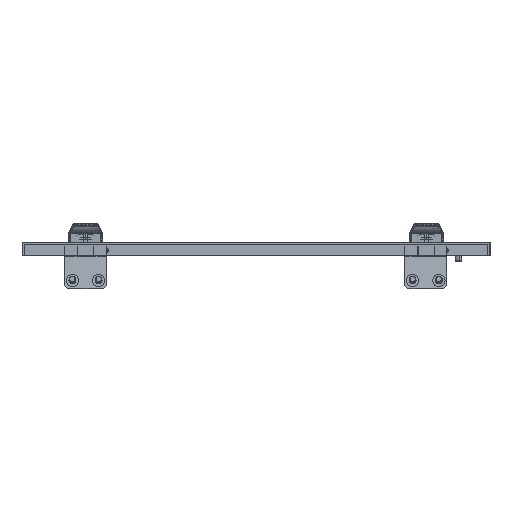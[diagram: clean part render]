
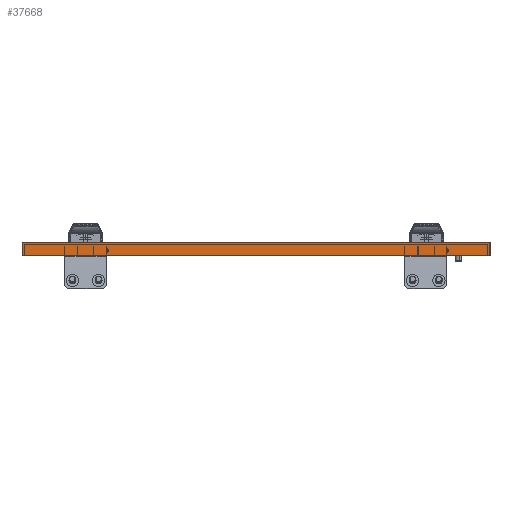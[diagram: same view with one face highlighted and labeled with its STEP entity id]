
A CAD part, left-side view. The second image highlights one B-rep face of the part: STEP entity #37668.
In plain terms, the highlighted planar face has unit normal (-1, 0, 0).
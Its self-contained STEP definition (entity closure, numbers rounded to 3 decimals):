
#1209 = FACE_OUTER_BOUND ( 'NONE', #82423, .T. ) ;
#3253 = EDGE_CURVE ( 'NONE', #5963, #83932, #19246, .T. ) ;
#4158 = CARTESIAN_POINT ( 'NONE',  ( -895., -75., 2.838 ) ) ;
#5357 = LINE ( 'NONE', #32064, #56046 ) ;
#5963 = VERTEX_POINT ( 'NONE', #48785 ) ;
#7148 = LINE ( 'NONE', #33840, #56286 ) ;
#19246 = LINE ( 'NONE', #4158, #98744 ) ;
#21244 = LINE ( 'NONE', #96430, #90940 ) ;
#23804 = EDGE_CURVE ( 'NONE', #83932, #49772, #5357, .T. ) ;
#25075 = VERTEX_POINT ( 'NONE', #49133 ) ;
#32064 = CARTESIAN_POINT ( 'NONE',  ( -895., -298., -12.5 ) ) ;
#32957 = EDGE_CURVE ( 'NONE', #25075, #5963, #7148, .T. ) ;
#33510 = DIRECTION ( 'NONE',  ( 0., -1., 0. ) ) ;
#33840 = CARTESIAN_POINT ( 'NONE',  ( -895., -298., 0. ) ) ;
#37668 = ADVANCED_FACE ( 'NONE', ( #1209 ), #84199, .F. ) ;
#45646 = CARTESIAN_POINT ( 'NONE',  ( -895., -75., -12.5 ) ) ;
#47278 = ORIENTED_EDGE ( 'NONE', *, *, #3253, .T. ) ;
#48785 = CARTESIAN_POINT ( 'NONE',  ( -895., -75., 0. ) ) ;
#49133 = CARTESIAN_POINT ( 'NONE',  ( -895., -521., 0. ) ) ;
#49772 = VERTEX_POINT ( 'NONE', #104051 ) ;
#50391 = EDGE_CURVE ( 'NONE', #25075, #49772, #21244, .T. ) ;
#56046 = VECTOR ( 'NONE', #66004, 1000. ) ;
#56286 = VECTOR ( 'NONE', #93423, 1000. ) ;
#61985 = AXIS2_PLACEMENT_3D ( 'NONE', #75819, #109839, #33510 ) ;
#66004 = DIRECTION ( 'NONE',  ( 0., -1., 0. ) ) ;
#72616 = ORIENTED_EDGE ( 'NONE', *, *, #32957, .T. ) ;
#75819 = CARTESIAN_POINT ( 'NONE',  ( -895., -298., -2. ) ) ;
#80792 = DIRECTION ( 'NONE',  ( 0., 0., -1. ) ) ;
#82423 = EDGE_LOOP ( 'NONE', ( #47278, #87049, #88277, #72616 ) ) ;
#83932 = VERTEX_POINT ( 'NONE', #45646 ) ;
#84199 = PLANE ( 'NONE',  #61985 ) ;
#87049 = ORIENTED_EDGE ( 'NONE', *, *, #23804, .T. ) ;
#87172 = DIRECTION ( 'NONE',  ( 0., 0., -1. ) ) ;
#88277 = ORIENTED_EDGE ( 'NONE', *, *, #50391, .F. ) ;
#90940 = VECTOR ( 'NONE', #80792, 1000. ) ;
#93423 = DIRECTION ( 'NONE',  ( 0., 1., 0. ) ) ;
#96430 = CARTESIAN_POINT ( 'NONE',  ( -895., -521., 2.838 ) ) ;
#98744 = VECTOR ( 'NONE', #87172, 1000. ) ;
#104051 = CARTESIAN_POINT ( 'NONE',  ( -895., -521., -12.5 ) ) ;
#109839 = DIRECTION ( 'NONE',  ( 1., 0., 0. ) ) ;
